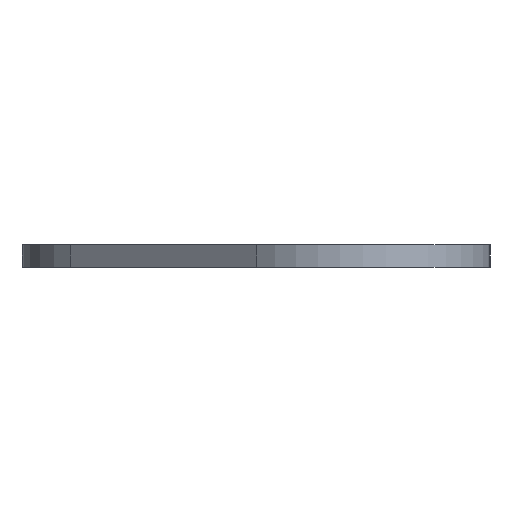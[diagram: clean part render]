
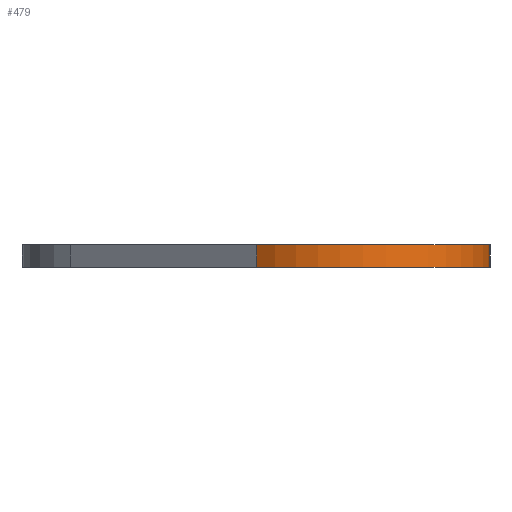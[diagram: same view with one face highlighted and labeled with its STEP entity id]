
A CAD part, front view. The second image highlights one B-rep face of the part: STEP entity #479.
In plain terms, the highlighted cylindrical face has radius 19 mm (diameter 38 mm), a partial arc.
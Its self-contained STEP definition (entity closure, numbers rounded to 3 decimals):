
#8 = LINE ( 'NONE', #618, #267 ) ;
#15 = AXIS2_PLACEMENT_3D ( 'NONE', #810, #805, #669 ) ;
#38 = CARTESIAN_POINT ( 'NONE',  ( 26.234, -107.428, 3. ) ) ;
#78 = VERTEX_POINT ( 'NONE', #176 ) ;
#92 = DIRECTION ( 'NONE',  ( -1., 0., 0. ) ) ;
#163 = DIRECTION ( 'NONE',  ( 0., 0., -1. ) ) ;
#176 = CARTESIAN_POINT ( 'NONE',  ( 26.234, -107.428, 0. ) ) ;
#247 = CYLINDRICAL_SURFACE ( 'NONE', #568, 19. ) ;
#250 = AXIS2_PLACEMENT_3D ( 'NONE', #930, #412, #555 ) ;
#252 = ORIENTED_EDGE ( 'NONE', *, *, #733, .F. ) ;
#267 = VECTOR ( 'NONE', #613, 1000. ) ;
#313 = ORIENTED_EDGE ( 'NONE', *, *, #637, .T. ) ;
#316 = DIRECTION ( 'NONE',  ( 0., 0., -1. ) ) ;
#370 = CIRCLE ( 'NONE', #15, 19. ) ;
#376 = EDGE_LOOP ( 'NONE', ( #851, #401, #252, #313 ) ) ;
#387 = EDGE_CURVE ( 'NONE', #78, #860, #370, .T. ) ;
#401 = ORIENTED_EDGE ( 'NONE', *, *, #519, .F. ) ;
#412 = DIRECTION ( 'NONE',  ( 0., 0., 1. ) ) ;
#441 = VECTOR ( 'NONE', #316, 1000. ) ;
#470 = LINE ( 'NONE', #523, #441 ) ;
#479 = ADVANCED_FACE ( 'NONE', ( #711 ), #247, .T. ) ;
#482 = CIRCLE ( 'NONE', #250, 19. ) ;
#519 = EDGE_CURVE ( 'NONE', #691, #860, #470, .T. ) ;
#523 = CARTESIAN_POINT ( 'NONE',  ( 57.654, -93.05, 3. ) ) ;
#555 = DIRECTION ( 'NONE',  ( 1., 0., 0. ) ) ;
#568 = AXIS2_PLACEMENT_3D ( 'NONE', #876, #163, #92 ) ;
#613 = DIRECTION ( 'NONE',  ( 0., 0., -1. ) ) ;
#618 = CARTESIAN_POINT ( 'NONE',  ( 26.234, -107.428, 3. ) ) ;
#637 = EDGE_CURVE ( 'NONE', #684, #78, #8, .T. ) ;
#669 = DIRECTION ( 'NONE',  ( 1., 0., 0. ) ) ;
#684 = VERTEX_POINT ( 'NONE', #38 ) ;
#691 = VERTEX_POINT ( 'NONE', #770 ) ;
#711 = FACE_OUTER_BOUND ( 'NONE', #376, .T. ) ;
#725 = CARTESIAN_POINT ( 'NONE',  ( 57.654, -93.05, 0. ) ) ;
#733 = EDGE_CURVE ( 'NONE', #684, #691, #482, .T. ) ;
#770 = CARTESIAN_POINT ( 'NONE',  ( 57.654, -93.05, 3. ) ) ;
#805 = DIRECTION ( 'NONE',  ( 0., 0., 1. ) ) ;
#810 = CARTESIAN_POINT ( 'NONE',  ( 38.654, -93.05, 0. ) ) ;
#851 = ORIENTED_EDGE ( 'NONE', *, *, #387, .T. ) ;
#860 = VERTEX_POINT ( 'NONE', #725 ) ;
#876 = CARTESIAN_POINT ( 'NONE',  ( 38.654, -93.05, 3. ) ) ;
#930 = CARTESIAN_POINT ( 'NONE',  ( 38.654, -93.05, 3. ) ) ;
